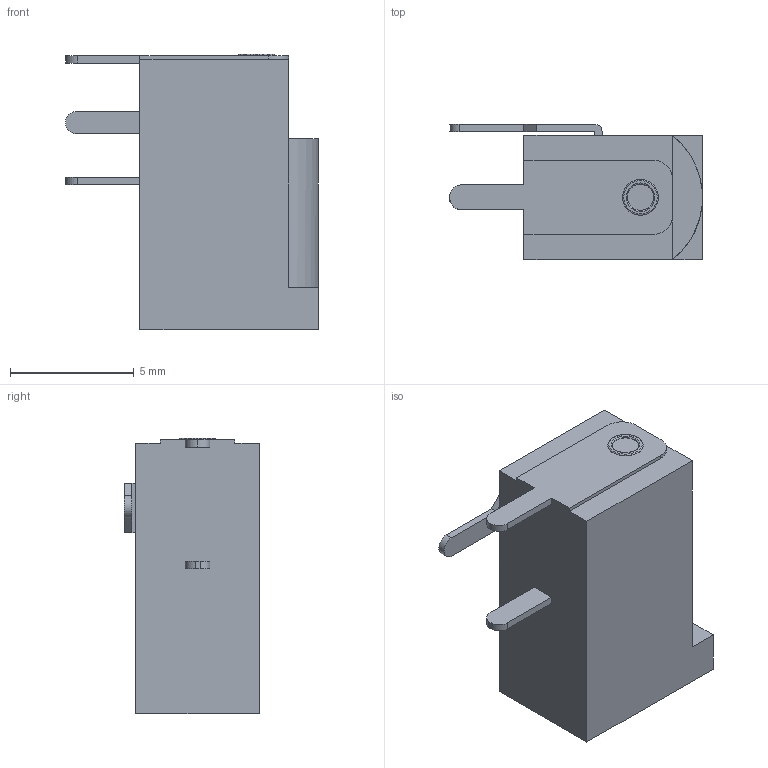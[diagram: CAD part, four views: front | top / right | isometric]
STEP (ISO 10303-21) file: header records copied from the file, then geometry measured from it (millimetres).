
FILE_DESCRIPTION (( 'STEP AP214' ), '1' );
FILE_NAME ('User Library-DC jack.STEP', '2014-01-24T21:14:50', ( 'Windows User' ), ( '' ), 'SwSTEP 2.0', 'SolidWorks 2014', '' );
FILE_SCHEMA (( 'AUTOMOTIVE_DESIGN' ));
Length unit declared in the file: millimetre
Products named in the file (1): User Library-DC jack
Bounding box: 10.2 x 5.45 x 11.1 mm (x, y, z)
Volume: 277.9 mm3; surface area: 471.2 mm2
Topology: 1 solids, 1 shells, 59 faces, 145 edges, 94 vertices
Faces by surface type: plane 36, cylinder 13, torus 4, cone 4, sphere 2
Entity records: 1928 total; most frequent: DIRECTION 310, CARTESIAN_POINT 299, ORIENTED_EDGE 290, EDGE_CURVE 145, AXIS2_PLACEMENT_3D 105, LINE 100, VECTOR 100, VERTEX_POINT 94
